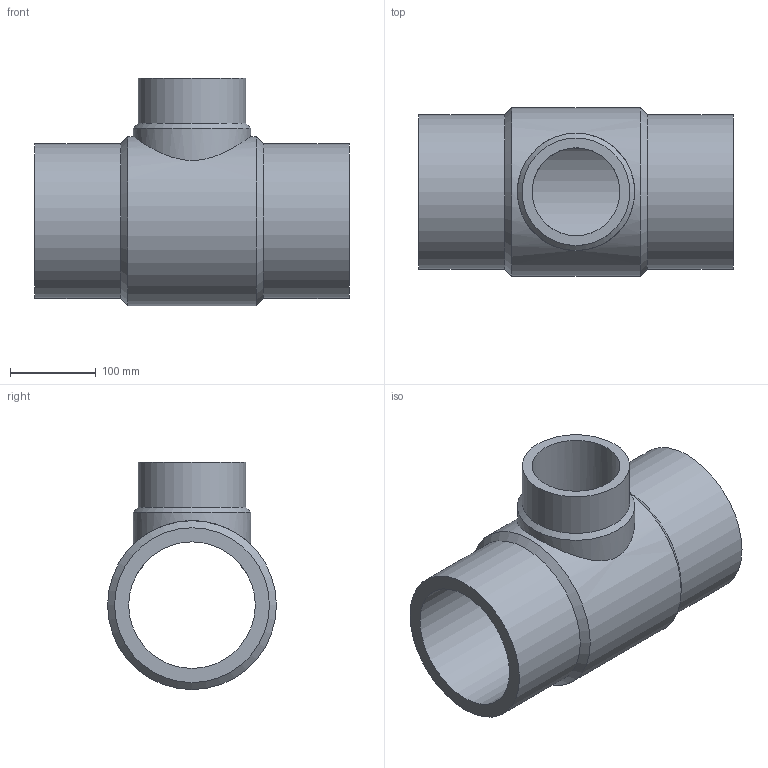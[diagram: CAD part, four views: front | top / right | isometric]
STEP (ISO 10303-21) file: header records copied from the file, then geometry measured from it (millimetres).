
FILE_DESCRIPTION( ( 'STEP AP214' ), '1' );
FILE_NAME( 'AGRU_11016181211_Tee reduced_short spigot_PPR grey_180_125 SDR11 ISO S-5 (architecture400).stp', '2022-02-25T08:37:24', ( 'License CC BY-ND 4.0' ), ( 'CADENAS' ), ' ', 'PARTsolutions', ' ' );
FILE_SCHEMA( ( 'AUTOMOTIVE_DESIGN { 1 0 10303 214 1 1 1 1 }' ) );
Length unit declared in the file: millimetre
Products named in the file (1): _AGRU_11016181211_Tee reduced_short spigot_PPR grey_180/125  SDR11  ISO S-5 (architecture400)
Bounding box: 366 x 196.4 x 264.2 mm (x, y, z)
Volume: 4008308.7 mm3; surface area: 451360.3 mm2
Topology: 1 solids, 1 shells, 13 faces, 27 edges, 16 vertices
Faces by surface type: cylinder 7, cone 3, plane 3
Full cylindrical faces by diameter (mm): 102.2 x1, 125 x1, 136.4 x1, 147.2 x1, 180 x2, 196.4 x1
Entity records: 726 total; most frequent: CARTESIAN_POINT 372, DIRECTION 52, EDGE_LOOP 28, ORIENTED_EDGE 28, AXIS2_PLACEMENT_3D 26, FACE_OUTER_BOUND 20, EDGE_CURVE 14, VERTEX_POINT 14
